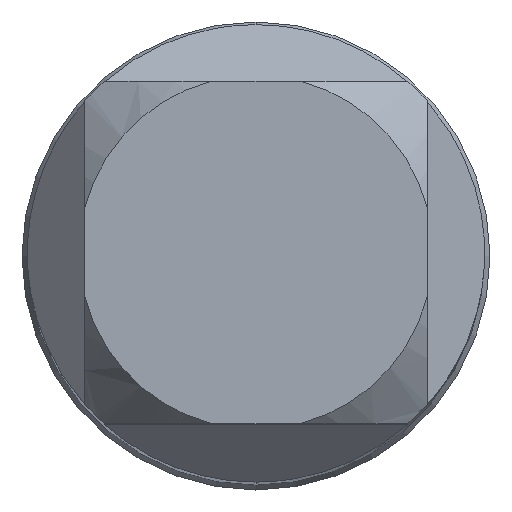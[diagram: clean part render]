
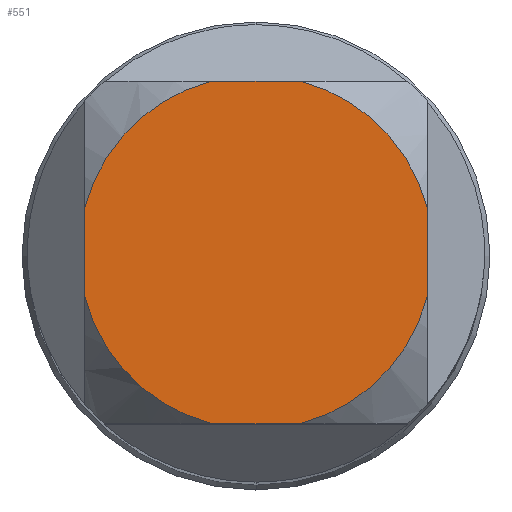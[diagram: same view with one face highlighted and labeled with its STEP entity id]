
A CAD part, top view. The second image highlights one B-rep face of the part: STEP entity #551.
In plain terms, the highlighted planar face has unit normal (0, 0, 1).
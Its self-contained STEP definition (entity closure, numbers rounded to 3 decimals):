
#5 = DIRECTION ( 'NONE',  ( 0., -1., 0. ) ) ;
#9 = VECTOR ( 'NONE', #152, 1000. ) ;
#19 = CARTESIAN_POINT ( 'NONE',  ( 0., 0., 26.288 ) ) ;
#25 = EDGE_CURVE ( 'NONE', #716, #1067, #741, .T. ) ;
#29 = EDGE_LOOP ( 'NONE', ( #501, #813, #904, #36, #846, #125, #335, #1184 ) ) ;
#36 = ORIENTED_EDGE ( 'NONE', *, *, #345, .T. ) ;
#79 = AXIS2_PLACEMENT_3D ( 'NONE', #300, #950, #390 ) ;
#86 = VERTEX_POINT ( 'NONE', #745 ) ;
#116 = DIRECTION ( 'NONE',  ( 0., 1., 0. ) ) ;
#125 = ORIENTED_EDGE ( 'NONE', *, *, #590, .T. ) ;
#136 = CARTESIAN_POINT ( 'NONE',  ( 0., 2.97, 26.288 ) ) ;
#152 = DIRECTION ( 'NONE',  ( 1., 0., 0. ) ) ;
#184 = VERTEX_POINT ( 'NONE', #1114 ) ;
#203 = CARTESIAN_POINT ( 'NONE',  ( -2.97, 0.771, 26.288 ) ) ;
#204 = EDGE_CURVE ( 'NONE', #487, #1067, #630, .T. ) ;
#206 = CARTESIAN_POINT ( 'NONE',  ( 2.97, 0.771, 26.288 ) ) ;
#241 = VECTOR ( 'NONE', #606, 1000. ) ;
#265 = VERTEX_POINT ( 'NONE', #203 ) ;
#287 = DIRECTION ( 'NONE',  ( 0., 0., -1. ) ) ;
#289 = AXIS2_PLACEMENT_3D ( 'NONE', #19, #673, #116 ) ;
#300 = CARTESIAN_POINT ( 'NONE',  ( 0., 0., 26.288 ) ) ;
#330 = DIRECTION ( 'NONE',  ( 0., 1., 0. ) ) ;
#335 = ORIENTED_EDGE ( 'NONE', *, *, #593, .F. ) ;
#342 = DIRECTION ( 'NONE',  ( 0., 0., -1. ) ) ;
#345 = EDGE_CURVE ( 'NONE', #487, #184, #748, .T. ) ;
#354 = PLANE ( 'NONE',  #975 ) ;
#374 = CIRCLE ( 'NONE', #625, 3.069 ) ;
#382 = EDGE_CURVE ( 'NONE', #265, #184, #374, .T. ) ;
#383 = LINE ( 'NONE', #945, #1100 ) ;
#390 = DIRECTION ( 'NONE',  ( 0., 1., 0. ) ) ;
#405 = VERTEX_POINT ( 'NONE', #528 ) ;
#410 = AXIS2_PLACEMENT_3D ( 'NONE', #655, #287, #1039 ) ;
#453 = DIRECTION ( 'NONE',  ( 0., 0., -1. ) ) ;
#468 = EDGE_CURVE ( 'NONE', #405, #86, #972, .T. ) ;
#487 = VERTEX_POINT ( 'NONE', #629 ) ;
#490 = VECTOR ( 'NONE', #330, 1000. ) ;
#501 = ORIENTED_EDGE ( 'NONE', *, *, #1016, .F. ) ;
#526 = CARTESIAN_POINT ( 'NONE',  ( 2.97, -0.771, 26.288 ) ) ;
#528 = CARTESIAN_POINT ( 'NONE',  ( -0.771, -2.97, 26.288 ) ) ;
#551 = ADVANCED_FACE ( 'NONE', ( #666 ), #354, .F. ) ;
#590 = EDGE_CURVE ( 'NONE', #265, #1202, #383, .T. ) ;
#593 = EDGE_CURVE ( 'NONE', #405, #1202, #603, .T. ) ;
#603 = CIRCLE ( 'NONE', #79, 3.069 ) ;
#606 = DIRECTION ( 'NONE',  ( -1., 0., 0. ) ) ;
#625 = AXIS2_PLACEMENT_3D ( 'NONE', #894, #342, #995 ) ;
#629 = CARTESIAN_POINT ( 'NONE',  ( 0.771, 2.97, 26.288 ) ) ;
#630 = CIRCLE ( 'NONE', #410, 3.069 ) ;
#655 = CARTESIAN_POINT ( 'NONE',  ( 0., 0., 26.288 ) ) ;
#666 = FACE_OUTER_BOUND ( 'NONE', #29, .T. ) ;
#673 = DIRECTION ( 'NONE',  ( 0., 0., -1. ) ) ;
#716 = VERTEX_POINT ( 'NONE', #526 ) ;
#741 = LINE ( 'NONE', #900, #490 ) ;
#745 = CARTESIAN_POINT ( 'NONE',  ( 0.771, -2.97, 26.288 ) ) ;
#748 = LINE ( 'NONE', #136, #241 ) ;
#813 = ORIENTED_EDGE ( 'NONE', *, *, #25, .T. ) ;
#846 = ORIENTED_EDGE ( 'NONE', *, *, #382, .F. ) ;
#894 = CARTESIAN_POINT ( 'NONE',  ( 0., 0., 26.288 ) ) ;
#900 = CARTESIAN_POINT ( 'NONE',  ( 2.97, 0., 26.288 ) ) ;
#904 = ORIENTED_EDGE ( 'NONE', *, *, #204, .F. ) ;
#945 = CARTESIAN_POINT ( 'NONE',  ( -2.97, 0., 26.288 ) ) ;
#950 = DIRECTION ( 'NONE',  ( 0., 0., -1. ) ) ;
#972 = LINE ( 'NONE', #1191, #9 ) ;
#975 = AXIS2_PLACEMENT_3D ( 'NONE', #1021, #453, #1111 ) ;
#995 = DIRECTION ( 'NONE',  ( 0., 1., 0. ) ) ;
#1016 = EDGE_CURVE ( 'NONE', #716, #86, #1175, .T. ) ;
#1021 = CARTESIAN_POINT ( 'NONE',  ( 0., 0., 26.288 ) ) ;
#1039 = DIRECTION ( 'NONE',  ( 0., 1., 0. ) ) ;
#1067 = VERTEX_POINT ( 'NONE', #206 ) ;
#1100 = VECTOR ( 'NONE', #5, 1000. ) ;
#1111 = DIRECTION ( 'NONE',  ( 0., 1., 0. ) ) ;
#1114 = CARTESIAN_POINT ( 'NONE',  ( -0.771, 2.97, 26.288 ) ) ;
#1175 = CIRCLE ( 'NONE', #289, 3.069 ) ;
#1184 = ORIENTED_EDGE ( 'NONE', *, *, #468, .T. ) ;
#1191 = CARTESIAN_POINT ( 'NONE',  ( 0., -2.97, 26.288 ) ) ;
#1197 = CARTESIAN_POINT ( 'NONE',  ( -2.97, -0.771, 26.288 ) ) ;
#1202 = VERTEX_POINT ( 'NONE', #1197 ) ;
